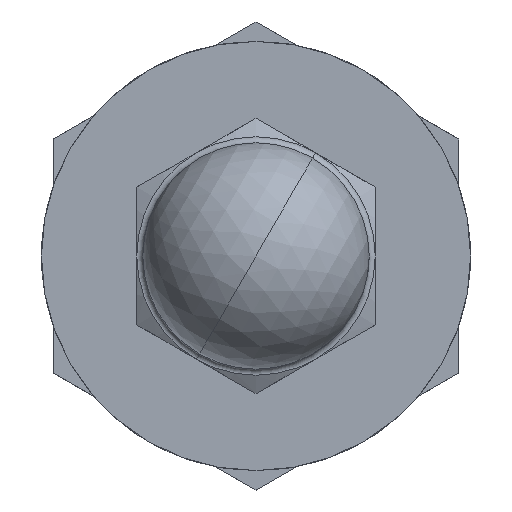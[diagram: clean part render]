
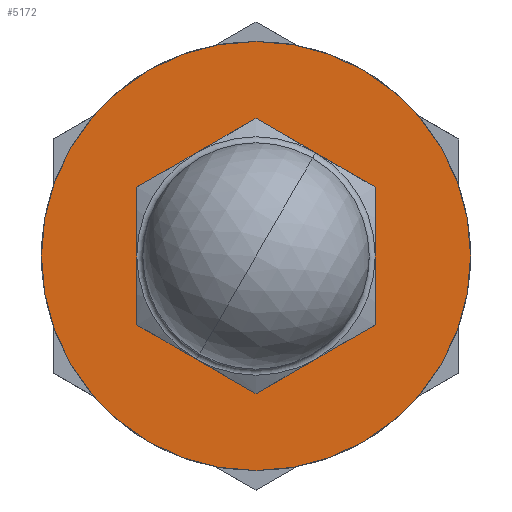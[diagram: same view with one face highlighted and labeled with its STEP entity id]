
A CAD part, left-side view. The second image highlights one B-rep face of the part: STEP entity #5172.
In plain terms, the highlighted face is planar.
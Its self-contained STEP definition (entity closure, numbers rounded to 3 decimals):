
#373 = PLANE ( 'NONE',  #13935 ) ;
#518 = DIRECTION ( 'NONE',  ( 0., 0., 1. ) ) ;
#624 = CARTESIAN_POINT ( 'NONE',  ( 0., 0., 0. ) ) ;
#718 = DIRECTION ( 'NONE',  ( -1., 0., 0. ) ) ;
#1059 = ORIENTED_EDGE ( 'NONE', *, *, #1980, .F. ) ;
#1159 = VERTEX_POINT ( 'NONE', #12717 ) ;
#1649 = CIRCLE ( 'NONE', #7511, 9. ) ;
#1980 = EDGE_CURVE ( 'NONE', #8946, #14136, #10834, .T. ) ;
#2025 = CARTESIAN_POINT ( 'NONE',  ( 0., 0., 0. ) ) ;
#3101 = AXIS2_PLACEMENT_3D ( 'NONE', #6809, #8056, #518 ) ;
#3743 = EDGE_LOOP ( 'NONE', ( #7099, #1059 ) ) ;
#4489 = AXIS2_PLACEMENT_3D ( 'NONE', #2025, #13091, #8074 ) ;
#4615 = CARTESIAN_POINT ( 'NONE',  ( 0., 0., 0. ) ) ;
#5073 = VERTEX_POINT ( 'NONE', #13697 ) ;
#5172 = ADVANCED_FACE ( 'NONE', ( #16004, #8493 ), #373, .F. ) ;
#5388 = CARTESIAN_POINT ( 'NONE',  ( 0., 3.25, 0. ) ) ;
#5467 = CIRCLE ( 'NONE', #14116, 3.25 ) ;
#6809 = CARTESIAN_POINT ( 'NONE',  ( 0., 0., 0. ) ) ;
#7065 = CARTESIAN_POINT ( 'NONE',  ( 0., 0., -9. ) ) ;
#7099 = ORIENTED_EDGE ( 'NONE', *, *, #10046, .F. ) ;
#7511 = AXIS2_PLACEMENT_3D ( 'NONE', #624, #7949, #14266 ) ;
#7796 = CARTESIAN_POINT ( 'NONE',  ( 0., 0., 9. ) ) ;
#7949 = DIRECTION ( 'NONE',  ( -1., 0., 0. ) ) ;
#8056 = DIRECTION ( 'NONE',  ( -1., 0., 0. ) ) ;
#8074 = DIRECTION ( 'NONE',  ( 0., 0., 1. ) ) ;
#8152 = CIRCLE ( 'NONE', #3101, 3.25 ) ;
#8493 = FACE_BOUND ( 'NONE', #11387, .T. ) ;
#8946 = VERTEX_POINT ( 'NONE', #7065 ) ;
#9095 = DIRECTION ( 'NONE',  ( -1., 0., 0. ) ) ;
#10046 = EDGE_CURVE ( 'NONE', #14136, #8946, #1649, .T. ) ;
#10834 = CIRCLE ( 'NONE', #4489, 9. ) ;
#11106 = ORIENTED_EDGE ( 'NONE', *, *, #15504, .T. ) ;
#11387 = EDGE_LOOP ( 'NONE', ( #11106, #14758 ) ) ;
#11498 = DIRECTION ( 'NONE',  ( 0., 0., 1. ) ) ;
#12717 = CARTESIAN_POINT ( 'NONE',  ( 0., 0., 3.25 ) ) ;
#12863 = EDGE_CURVE ( 'NONE', #5073, #1159, #5467, .T. ) ;
#12998 = DIRECTION ( 'NONE',  ( 0., 0., 1. ) ) ;
#13091 = DIRECTION ( 'NONE',  ( -1., 0., 0. ) ) ;
#13697 = CARTESIAN_POINT ( 'NONE',  ( 0., 0., -3.25 ) ) ;
#13935 = AXIS2_PLACEMENT_3D ( 'NONE', #5388, #9095, #11498 ) ;
#14116 = AXIS2_PLACEMENT_3D ( 'NONE', #4615, #718, #12998 ) ;
#14136 = VERTEX_POINT ( 'NONE', #7796 ) ;
#14266 = DIRECTION ( 'NONE',  ( 0., 0., 1. ) ) ;
#14758 = ORIENTED_EDGE ( 'NONE', *, *, #12863, .T. ) ;
#15504 = EDGE_CURVE ( 'NONE', #1159, #5073, #8152, .T. ) ;
#16004 = FACE_OUTER_BOUND ( 'NONE', #3743, .T. ) ;
